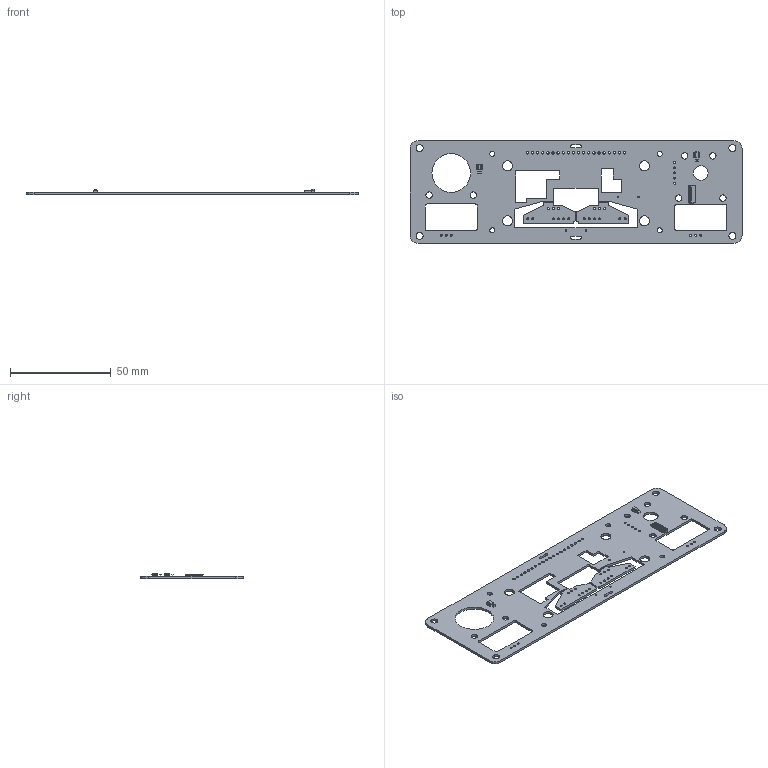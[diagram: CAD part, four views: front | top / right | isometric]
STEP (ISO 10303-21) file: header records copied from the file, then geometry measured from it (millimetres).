
FILE_DESCRIPTION(('FreeCAD Model'),'2;1');
FILE_NAME('ss_frontpanel_inner_plate-test_print.step', '2020-08-06T22:29:20',('Author'),(''), 'Open CASCADE STEP processor 7.3','FreeCAD','Unknown');
FILE_SCHEMA(('AUTOMOTIVE_DESIGN { 1 0 10303 214 1 1 1 1 }'));
Length unit declared in the file: millimetre
Products named in the file (9): Board_Geoms_c89d; Local_CS_c89d; Pcb_c89d; PCB_Sketch_c89d; J3_FFC_14p-WE_687114182122_rev1_5F262E23; U2_SOT_23_6_5F25D3EA; U1_SOT_23_6_5F25D3D4; C9_C_0603_1608Metric_5F2C710A; C8_C_0603_1608Metric_5F25D1A0
Assembly tree (3 placements, depth 2):
  Board_Geoms_c89d
    Local_CS_c89d
    Pcb_c89d
    PCB_Sketch_c89d
  J3_FFC_14p-WE_687114182122_rev1_5F262E23
  U2_SOT_23_6_5F25D3EA
  U1_SOT_23_6_5F25D3D4
  C9_C_0603_1608Metric_5F2C710A
Bounding box: 165 x 51.1 x 2.75 mm (x, y, z)
Volume: 7647.8 mm3; surface area: 14753.7 mm2
Topology: 23 solids, 23 shells, 1259 faces, 3643 edges, 2408 vertices
Faces by surface type: plane 927, cylinder 272, bspline 60
Full cylindrical faces by diameter (mm): 0.7 x19, 1 x29, 1.2 x20, 2.5 x4, 3.2 x6, 3.5 x4, 5 x4, 7.3 x1, 19.2 x1
Entity records: 49132 total; most frequent: CARTESIAN_POINT 7558, ORIENTED_EDGE 7254, DIRECTION 6537, EDGE_CURVE 3627, LINE 3027, VECTOR 3027, VERTEX_POINT 2376, AXIS2_PLACEMENT_3D 1755
